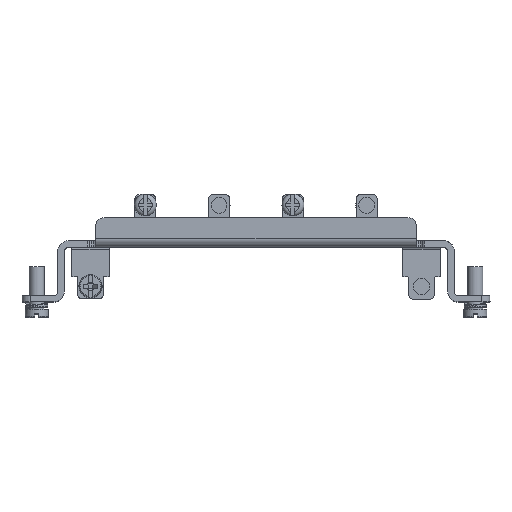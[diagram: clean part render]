
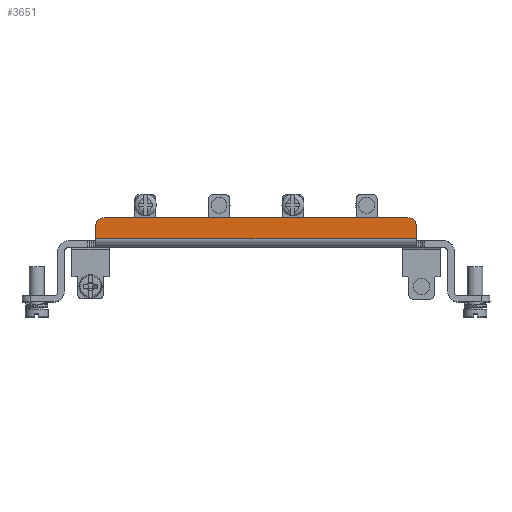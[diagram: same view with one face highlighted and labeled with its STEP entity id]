
A CAD part, top view. The second image highlights one B-rep face of the part: STEP entity #3651.
In plain terms, the highlighted planar face has unit normal (0, 0, 1).
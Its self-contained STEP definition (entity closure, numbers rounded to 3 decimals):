
#3651=ADVANCED_FACE('F187187',(#4841),#4293,.T.);
#4293=PLANE('',#17622);
#4841=FACE_OUTER_BOUND('',#5601,.T.);
#5601=EDGE_LOOP('',(#8319,#8320,#8321,#8322,#8323,#8324));
#6380=CIRCLE('',#17467,2.);
#6381=CIRCLE('',#17469,2.);
#8319=ORIENTED_EDGE('',*,*,#13299,.F.);
#8320=ORIENTED_EDGE('',*,*,#13109,.T.);
#8321=ORIENTED_EDGE('',*,*,#13337,.F.);
#8322=ORIENTED_EDGE('',*,*,#13107,.T.);
#8323=ORIENTED_EDGE('',*,*,#13303,.F.);
#8324=ORIENTED_EDGE('',*,*,#13138,.T.);
#11475=VERTEX_POINT('',#23963);
#11476=VERTEX_POINT('',#23965);
#11477=VERTEX_POINT('',#23969);
#11478=VERTEX_POINT('',#23970);
#11505=VERTEX_POINT('',#24092);
#11506=VERTEX_POINT('',#24094);
#13107=EDGE_CURVE('',#11476,#11475,#6380,.T.);
#13109=EDGE_CURVE('',#11477,#11478,#6381,.T.);
#13138=EDGE_CURVE('',#11506,#11505,#15011,.T.);
#13299=EDGE_CURVE('',#11477,#11505,#15097,.T.);
#13303=EDGE_CURVE('',#11506,#11475,#15101,.T.);
#13337=EDGE_CURVE('',#11476,#11478,#15135,.T.);
#15011=LINE('',#24093,#16217);
#15097=LINE('',#24446,#16303);
#15101=LINE('',#24452,#16307);
#15135=LINE('',#24503,#16341);
#16217=VECTOR('',#19732,1.);
#16303=VECTOR('',#20050,1.);
#16307=VECTOR('',#20058,1.);
#16341=VECTOR('',#20126,1.);
#17467=AXIS2_PLACEMENT_3D('',#23964,#19677,#19678);
#17469=AXIS2_PLACEMENT_3D('',#23968,#19682,#19683);
#17622=AXIS2_PLACEMENT_3D('',#24504,#20127,#20128);
#19677=DIRECTION('',(0.,0.,1.));
#19678=DIRECTION('',(1.,0.,0.));
#19682=DIRECTION('',(0.,0.,1.));
#19683=DIRECTION('',(1.,0.,0.));
#19732=DIRECTION('',(1.,0.,0.));
#20050=DIRECTION('',(0.,-1.,0.));
#20058=DIRECTION('',(0.,1.,0.));
#20126=DIRECTION('',(1.,0.,0.));
#20127=DIRECTION('',(0.,0.,1.));
#20128=DIRECTION('',(1.,0.,0.));
#23963=CARTESIAN_POINT('',(-16.189,72.29,103.15));
#23964=CARTESIAN_POINT('',(-14.189,72.29,103.15));
#23965=CARTESIAN_POINT('',(-14.189,74.29,103.15));
#23968=CARTESIAN_POINT('',(57.811,72.29,103.15));
#23969=CARTESIAN_POINT('',(59.811,72.29,103.15));
#23970=CARTESIAN_POINT('',(57.811,74.29,103.15));
#24092=CARTESIAN_POINT('',(59.811,69.29,103.15));
#24093=CARTESIAN_POINT('',(-19.989,69.29,103.15));
#24094=CARTESIAN_POINT('',(-16.189,69.29,103.15));
#24446=CARTESIAN_POINT('',(59.811,75.79,103.15));
#24452=CARTESIAN_POINT('',(-16.189,67.29,103.15));
#24503=CARTESIAN_POINT('',(-16.189,74.29,103.15));
#24504=CARTESIAN_POINT('',(-19.989,66.865,103.15));
